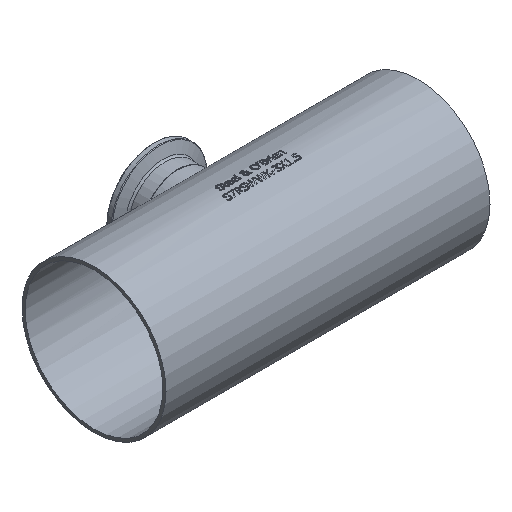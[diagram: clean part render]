
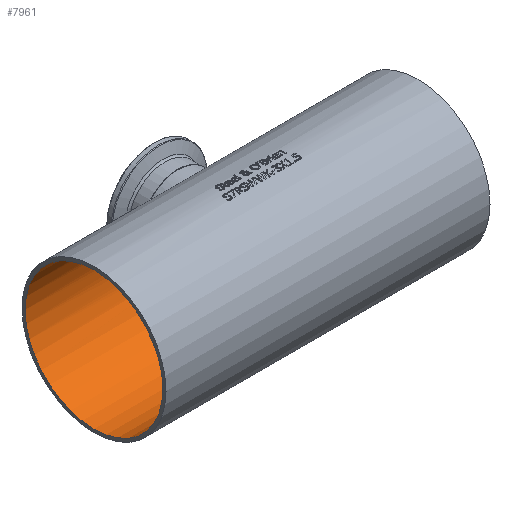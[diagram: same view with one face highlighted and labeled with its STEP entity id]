
A CAD part, isometric view. The second image highlights one B-rep face of the part: STEP entity #7961.
In plain terms, the highlighted cylindrical face has radius 36.449 mm (diameter 72.898 mm), a full revolution.
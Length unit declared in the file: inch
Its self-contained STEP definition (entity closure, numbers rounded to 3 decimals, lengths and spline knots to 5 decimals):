
#149=FACE_BOUND('',#1459,.T.);
#150=FACE_BOUND('',#1460,.T.);
#151=FACE_BOUND('',#1461,.T.);
#1459=EDGE_LOOP('',(#7392));
#1460=EDGE_LOOP('',(#7393));
#1461=EDGE_LOOP('',(#7394));
#2739=CIRCLE('',#8428,1.435);
#2740=CIRCLE('',#8429,1.435);
#3141=B_SPLINE_CURVE_WITH_KNOTS('',3,(#17350,#17351,#17352,#17353,#17354,
#17355,#17356,#17357,#17358,#17359,#17360,#17361,#17362,#17363,#17364,#17365,
#17366,#17367,#17368,#17369,#17370,#17371,#17372,#17373,#17374,#17375,#17376,
#17377,#17378,#17379,#17380,#17381,#17382,#17383,#17384,#17385,#17386,#17387,
#17388,#17389,#17390,#17391,#17392,#17393,#17394,#17395,#17396,#17397,#17398,
#17399,#17400,#17401,#17402,#17403,#17404,#17405,#17406,#17407,#17408,#17409,
#17410,#17411,#17412,#17413,#17414,#17415),.UNSPECIFIED.,.T.,.F.,(4,2,2,
2,2,2,2,2,2,2,2,2,2,2,2,2,2,2,2,2,2,2,2,2,2,2,2,2,2,2,2,2,4),(0.,0.33409,
0.66819,1.00228,1.33638,1.66974,2.00309,
2.33645,2.66981,3.00316,3.33652,3.66988,
4.00323,4.33733,4.67142,5.00552,5.33961,
5.67371,6.0078,6.3419,6.67599,7.00935,
7.34271,7.67606,8.00942,8.34278,8.67613,
9.00949,9.34285,9.67694,10.01104,10.34513,
10.67923),.UNSPECIFIED.);
#3910=VERTEX_POINT('',#17349);
#3911=VERTEX_POINT('',#17417);
#3912=VERTEX_POINT('',#17419);
#5078=EDGE_CURVE('',#3910,#3910,#3141,.T.);
#5079=EDGE_CURVE('',#3911,#3911,#2739,.T.);
#5080=EDGE_CURVE('',#3912,#3912,#2740,.T.);
#7392=ORIENTED_EDGE('',*,*,#5078,.T.);
#7393=ORIENTED_EDGE('',*,*,#5079,.F.);
#7394=ORIENTED_EDGE('',*,*,#5080,.F.);
#7472=CYLINDRICAL_SURFACE('',#8427,1.435);
#7961=ADVANCED_FACE('',(#149,#150,#151),#7472,.F.);
#8427=AXIS2_PLACEMENT_3D('',#17416,#9905,#9906);
#8428=AXIS2_PLACEMENT_3D('',#17418,#9907,#9908);
#8429=AXIS2_PLACEMENT_3D('',#17420,#9909,#9910);
#9905=DIRECTION('center_axis',(-1.,0.,0.));
#9906=DIRECTION('ref_axis',(0.,0.,
1.));
#9907=DIRECTION('center_axis',(1.,0.,0.));
#9908=DIRECTION('ref_axis',(0.,0.,
1.));
#9909=DIRECTION('center_axis',(-1.,0.,0.));
#9910=DIRECTION('ref_axis',(0.,0.,
1.));
#17349=CARTESIAN_POINT('',(0.,1.26095,0.685));
#17350=CARTESIAN_POINT('Ctrl Pts',(0.,1.26095,0.685));
#17351=CARTESIAN_POINT('Ctrl Pts',(0.04384,1.26095,
0.685));
#17352=CARTESIAN_POINT('Ctrl Pts',(0.0889,1.26331,
0.68072));
#17353=CARTESIAN_POINT('Ctrl Pts',(0.178,1.27268,0.66303));
#17354=CARTESIAN_POINT('Ctrl Pts',(0.22205,1.27969,0.64961));
#17355=CARTESIAN_POINT('Ctrl Pts',(0.30616,1.29693,0.61447));
#17356=CARTESIAN_POINT('Ctrl Pts',(0.34629,1.30716,0.59271));
#17357=CARTESIAN_POINT('Ctrl Pts',(0.42037,1.3287,0.54269));
#17358=CARTESIAN_POINT('Ctrl Pts',(0.45432,1.34001,0.51442));
#17359=CARTESIAN_POINT('Ctrl Pts',(0.51435,1.36153,0.45438));
#17360=CARTESIAN_POINT('Ctrl Pts',(0.54261,1.37256,0.42047));
#17361=CARTESIAN_POINT('Ctrl Pts',(0.59266,1.3931,0.34638));
#17362=CARTESIAN_POINT('Ctrl Pts',(0.61445,1.40261,0.3062));
#17363=CARTESIAN_POINT('Ctrl Pts',(0.64963,1.41837,0.22199));
#17364=CARTESIAN_POINT('Ctrl Pts',(0.66306,1.42463,0.17789));
#17365=CARTESIAN_POINT('Ctrl Pts',(0.68074,1.43295,0.08877));
#17366=CARTESIAN_POINT('Ctrl Pts',(0.685,1.435,0.04375));
#17367=CARTESIAN_POINT('Ctrl Pts',(0.685,1.435,-0.04375));
#17368=CARTESIAN_POINT('Ctrl Pts',(0.68074,1.43295,-0.08877));
#17369=CARTESIAN_POINT('Ctrl Pts',(0.66306,1.42463,-0.17789));
#17370=CARTESIAN_POINT('Ctrl Pts',(0.64963,1.41837,-0.22199));
#17371=CARTESIAN_POINT('Ctrl Pts',(0.61445,1.40261,-0.3062));
#17372=CARTESIAN_POINT('Ctrl Pts',(0.59266,1.3931,-0.34638));
#17373=CARTESIAN_POINT('Ctrl Pts',(0.54261,1.37256,-0.42047));
#17374=CARTESIAN_POINT('Ctrl Pts',(0.51435,1.36153,-0.45438));
#17375=CARTESIAN_POINT('Ctrl Pts',(0.45432,1.34001,-0.51442));
#17376=CARTESIAN_POINT('Ctrl Pts',(0.42037,1.3287,-0.54269));
#17377=CARTESIAN_POINT('Ctrl Pts',(0.34629,1.30716,-0.59271));
#17378=CARTESIAN_POINT('Ctrl Pts',(0.30616,1.29693,-0.61447));
#17379=CARTESIAN_POINT('Ctrl Pts',(0.22205,1.27969,-0.64961));
#17380=CARTESIAN_POINT('Ctrl Pts',(0.178,1.27268,-0.66303));
#17381=CARTESIAN_POINT('Ctrl Pts',(0.0889,1.26331,
-0.68072));
#17382=CARTESIAN_POINT('Ctrl Pts',(0.04384,1.26095,
-0.685));
#17383=CARTESIAN_POINT('Ctrl Pts',(-0.04384,1.26095,
-0.685));
#17384=CARTESIAN_POINT('Ctrl Pts',(-0.0889,1.26331,
-0.68072));
#17385=CARTESIAN_POINT('Ctrl Pts',(-0.178,1.27268,
-0.66303));
#17386=CARTESIAN_POINT('Ctrl Pts',(-0.22205,1.27969,
-0.64961));
#17387=CARTESIAN_POINT('Ctrl Pts',(-0.30616,1.29693,
-0.61447));
#17388=CARTESIAN_POINT('Ctrl Pts',(-0.34629,1.30716,
-0.59271));
#17389=CARTESIAN_POINT('Ctrl Pts',(-0.42037,1.3287,
-0.54269));
#17390=CARTESIAN_POINT('Ctrl Pts',(-0.45432,1.34001,
-0.51442));
#17391=CARTESIAN_POINT('Ctrl Pts',(-0.51435,1.36153,
-0.45438));
#17392=CARTESIAN_POINT('Ctrl Pts',(-0.54261,1.37256,
-0.42047));
#17393=CARTESIAN_POINT('Ctrl Pts',(-0.59266,1.3931,
-0.34638));
#17394=CARTESIAN_POINT('Ctrl Pts',(-0.61445,1.40261,
-0.3062));
#17395=CARTESIAN_POINT('Ctrl Pts',(-0.64963,1.41837,
-0.22199));
#17396=CARTESIAN_POINT('Ctrl Pts',(-0.66306,1.42463,
-0.17789));
#17397=CARTESIAN_POINT('Ctrl Pts',(-0.68074,1.43295,
-0.08877));
#17398=CARTESIAN_POINT('Ctrl Pts',(-0.685,1.435,-0.04375));
#17399=CARTESIAN_POINT('Ctrl Pts',(-0.685,1.435,0.04375));
#17400=CARTESIAN_POINT('Ctrl Pts',(-0.68074,1.43295,
0.08877));
#17401=CARTESIAN_POINT('Ctrl Pts',(-0.66306,1.42463,
0.17789));
#17402=CARTESIAN_POINT('Ctrl Pts',(-0.64963,1.41837,
0.22199));
#17403=CARTESIAN_POINT('Ctrl Pts',(-0.61445,1.40261,
0.3062));
#17404=CARTESIAN_POINT('Ctrl Pts',(-0.59266,1.3931,
0.34638));
#17405=CARTESIAN_POINT('Ctrl Pts',(-0.54261,1.37256,
0.42047));
#17406=CARTESIAN_POINT('Ctrl Pts',(-0.51435,1.36153,
0.45438));
#17407=CARTESIAN_POINT('Ctrl Pts',(-0.45432,1.34001,
0.51442));
#17408=CARTESIAN_POINT('Ctrl Pts',(-0.42037,1.3287,
0.54269));
#17409=CARTESIAN_POINT('Ctrl Pts',(-0.34629,1.30716,
0.59271));
#17410=CARTESIAN_POINT('Ctrl Pts',(-0.30616,1.29693,
0.61447));
#17411=CARTESIAN_POINT('Ctrl Pts',(-0.22205,1.27969,
0.64961));
#17412=CARTESIAN_POINT('Ctrl Pts',(-0.178,1.27268,
0.66303));
#17413=CARTESIAN_POINT('Ctrl Pts',(-0.0889,1.26331,
0.68072));
#17414=CARTESIAN_POINT('Ctrl Pts',(-0.04384,1.26095,
0.685));
#17415=CARTESIAN_POINT('Ctrl Pts',(0.,1.26095,
0.685));
#17416=CARTESIAN_POINT('Origin',(3.375,0.,0.));
#17417=CARTESIAN_POINT('',(-3.375,0.,-1.435));
#17418=CARTESIAN_POINT('Origin',(-3.375,0.,0.));
#17419=CARTESIAN_POINT('',(3.375,0.,-1.435));
#17420=CARTESIAN_POINT('Origin',(3.375,0.,0.));
